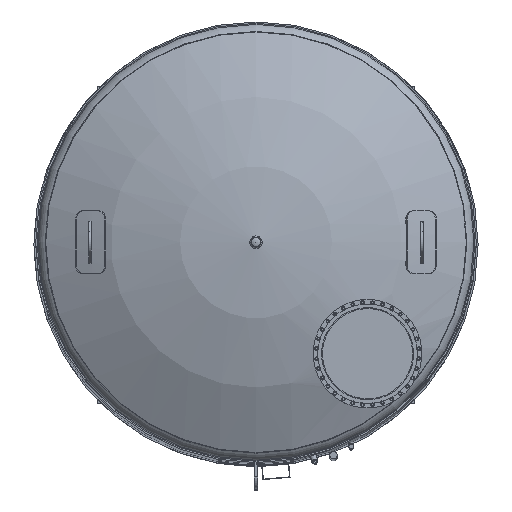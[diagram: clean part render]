
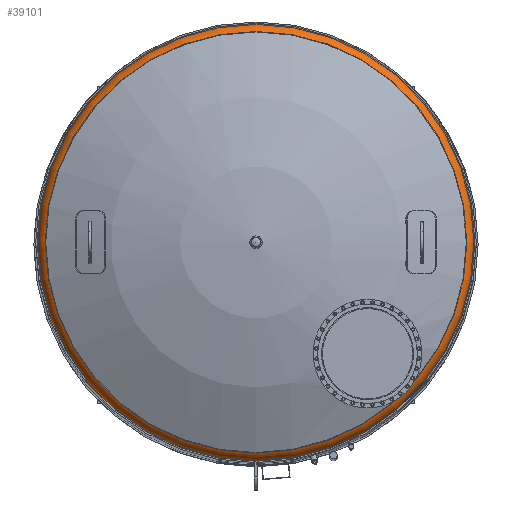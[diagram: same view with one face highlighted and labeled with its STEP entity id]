
A CAD part, top view. The second image highlights one B-rep face of the part: STEP entity #39101.
In plain terms, the highlighted toroidal (fillet/blend) face has major radius 1346.33 mm and minor radius 103.667 mm.
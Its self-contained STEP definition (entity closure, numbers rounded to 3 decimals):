
#38944=CARTESIAN_POINT('',(1449.892,0.,8329.238));
#38945=VERTEX_POINT('',#38944);
#38946=CARTESIAN_POINT('',(0.,0.,8329.238));
#38947=DIRECTION('',(0.0,0.0,1.0));
#38948=DIRECTION('',(-1.0,0.0,0.0));
#38949=AXIS2_PLACEMENT_3D('',#38946,#38947,#38948);
#38950=CIRCLE('',#38949,1449.892);
#38951=EDGE_CURVE('',#38945,#38945,#38950,.T.);
#39078=CARTESIAN_POINT('',(-1396.12,0.,8415.429));
#39079=VERTEX_POINT('',#39078);
#39080=CARTESIAN_POINT('',(0.,0.,8415.429));
#39081=DIRECTION('',(0.0,0.0,-1.0));
#39082=DIRECTION('',(-1.0,0.0,0.0));
#39083=AXIS2_PLACEMENT_3D('',#39080,#39081,#39082);
#39084=CIRCLE('',#39083,1396.12);
#39085=EDGE_CURVE('',#39079,#39079,#39084,.T.);
#39090=CARTESIAN_POINT('',(0.,0.,8324.5));
#39091=DIRECTION('',(0.,0.,-1.0));
#39092=DIRECTION('',(0.0,-1.0,0.0));
#39093=AXIS2_PLACEMENT_3D('',#39090,#39091,#39092);
#39094=TOROIDAL_SURFACE('',#39093,1346.333,103.667);
#39095=ORIENTED_EDGE('',*,*,#39085,.T.);
#39096=EDGE_LOOP('',(#39095));
#39097=FACE_OUTER_BOUND('',#39096,.T.);
#39098=ORIENTED_EDGE('',*,*,#38951,.T.);
#39099=EDGE_LOOP('',(#39098));
#39100=FACE_BOUND('',#39099,.T.);
#39101=ADVANCED_FACE('',(#39097,#39100),#39094,.T.);
